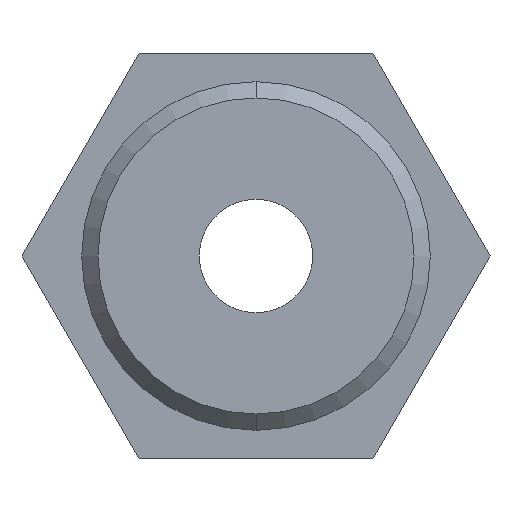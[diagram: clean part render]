
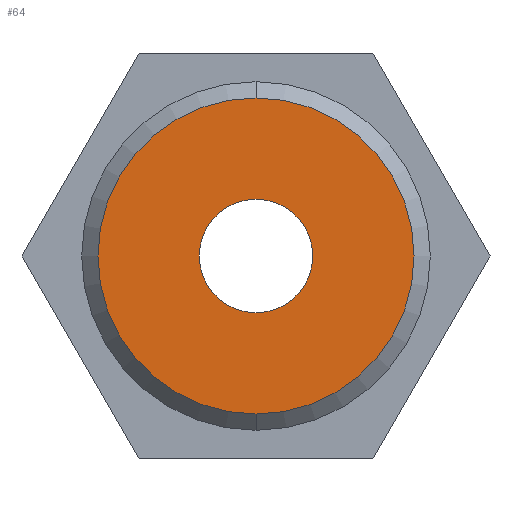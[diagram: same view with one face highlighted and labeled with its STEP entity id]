
A CAD part, front view. The second image highlights one B-rep face of the part: STEP entity #64.
In plain terms, the highlighted planar face has unit normal (0, -1, 0).
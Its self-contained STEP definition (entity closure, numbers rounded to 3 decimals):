
#64=ADVANCED_FACE('',(#134,#135),#136,.F.);
#134=FACE_OUTER_BOUND('',#205,.T.);
#135=FACE_BOUND('',#206,.T.);
#136=PLANE('',#207);
#205=EDGE_LOOP('',(#325,#326));
#206=EDGE_LOOP('',(#327,#328));
#207=AXIS2_PLACEMENT_3D('',#329,#330,#331);
#325=ORIENTED_EDGE('',*,*,#415,.F.);
#326=ORIENTED_EDGE('',*,*,#451,.F.);
#327=ORIENTED_EDGE('',*,*,#449,.T.);
#328=ORIENTED_EDGE('',*,*,#419,.T.);
#329=CARTESIAN_POINT('',(-1.95,-12.0,0.));
#330=DIRECTION('',(0.0,1.0,0.));
#331=DIRECTION('',(0.0,0.,1.0));
#415=EDGE_CURVE('',#487,#488,#489,.T.);
#419=EDGE_CURVE('',#493,#494,#495,.T.);
#449=EDGE_CURVE('',#494,#493,#541,.T.);
#451=EDGE_CURVE('',#488,#487,#543,.T.);
#487=VERTEX_POINT('',#583);
#488=VERTEX_POINT('',#584);
#489=CIRCLE('',#585,1.95);
#493=VERTEX_POINT('',#591);
#494=VERTEX_POINT('',#592);
#495=CIRCLE('',#593,0.7);
#541=CIRCLE('',#655,0.7);
#543=CIRCLE('',#657,1.95);
#583=CARTESIAN_POINT('',(0.0,-12.0,1.95));
#584=CARTESIAN_POINT('',(0.,-12.0,-1.95));
#585=AXIS2_PLACEMENT_3D('',#696,#697,#698);
#591=CARTESIAN_POINT('',(0.,-12.0,-0.7));
#592=CARTESIAN_POINT('',(0.0,-12.0,0.7));
#593=AXIS2_PLACEMENT_3D('',#701,#702,#703);
#655=AXIS2_PLACEMENT_3D('',#741,#742,#743);
#657=AXIS2_PLACEMENT_3D('',#744,#745,#746);
#696=CARTESIAN_POINT('',(0.0,-12.0,0.));
#697=DIRECTION('',(-0.0,1.0,0.));
#698=DIRECTION('',(0.0,0.,1.0));
#701=CARTESIAN_POINT('',(0.0,-12.0,0.));
#702=DIRECTION('',(-0.0,1.0,0.));
#703=DIRECTION('',(0.0,0.,1.0));
#741=CARTESIAN_POINT('',(0.0,-12.0,0.));
#742=DIRECTION('',(-0.0,1.0,0.));
#743=DIRECTION('',(0.0,0.,1.0));
#744=CARTESIAN_POINT('',(0.0,-12.0,0.));
#745=DIRECTION('',(-0.0,1.0,0.));
#746=DIRECTION('',(0.0,0.,1.0));
